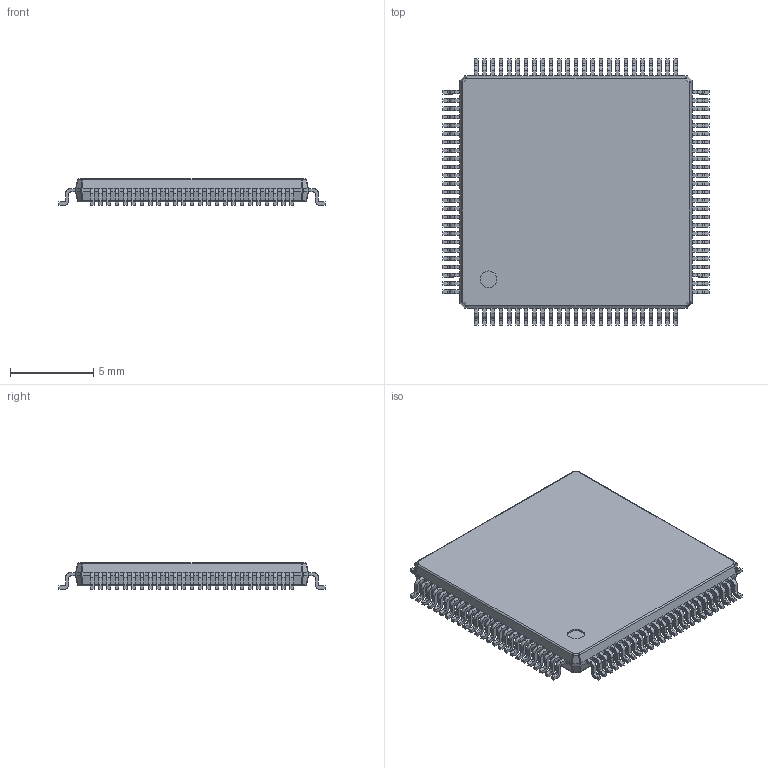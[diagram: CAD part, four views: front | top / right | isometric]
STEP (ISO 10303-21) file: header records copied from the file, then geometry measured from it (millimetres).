
FILE_DESCRIPTION (( 'STEP AP214' ), '1' );
FILE_NAME ('SW3dPS-LQFP100.STEP', '2009-09-15T08:04:18', ( 'sysAdmin' ), ( 'SolidWorks' ), 'SwSTEP 2.0', 'SolidWorks 2009', '' );
FILE_SCHEMA (( 'AUTOMOTIVE_DESIGN' ));
Length unit declared in the file: millimetre
Products named in the file (1): SW3dPS-LQFP100
Bounding box: 16 x 16 x 1.6 mm (x, y, z)
Volume: 276.8 mm3; surface area: 590.3 mm2
Topology: 1 solids, 1 shells, 1485 faces, 3998 edges, 2516 vertices
Faces by surface type: plane 1027, cylinder 442, sphere 16
Entity records: 47829 total; most frequent: CARTESIAN_POINT 8144, ORIENTED_EDGE 7996, DIRECTION 7774, EDGE_CURVE 3998, VECTOR 3098, LINE 3098, VERTEX_POINT 2516, AXIS2_PLACEMENT_3D 2338
